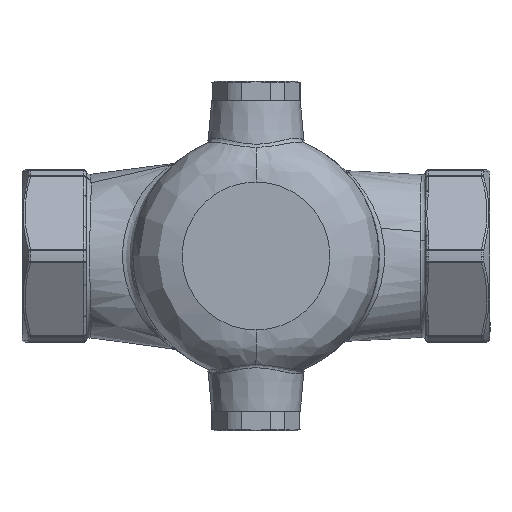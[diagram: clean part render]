
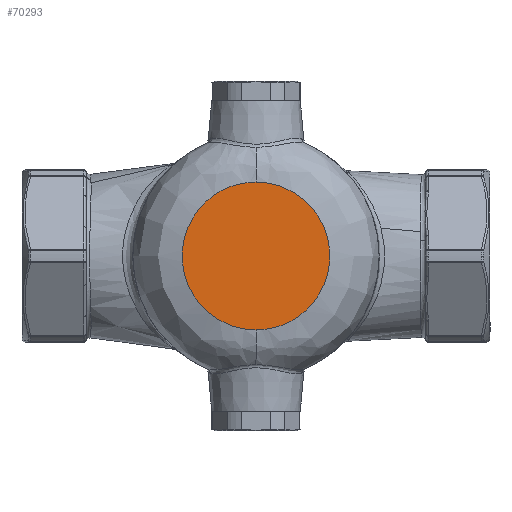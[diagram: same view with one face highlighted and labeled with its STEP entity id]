
A CAD part, front view. The second image highlights one B-rep face of the part: STEP entity #70293.
In plain terms, the highlighted planar face has unit normal (0, -1, 0).
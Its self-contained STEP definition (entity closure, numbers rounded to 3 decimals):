
#73 = VERTEX_POINT ( 'NONE', #35741 ) ;
#4100 = CARTESIAN_POINT ( 'NONE',  ( 30., -33.5, 15. ) ) ;
#10943 =( BOUNDED_CURVE ( )  B_SPLINE_CURVE ( 3, ( #38502, #4100, #37076, #21437 ),
 .UNSPECIFIED., .F., .T. ) 
 B_SPLINE_CURVE_WITH_KNOTS ( ( 4, 4 ),
 ( 0., 1. ),
 .UNSPECIFIED. ) 
 CURVE ( )  GEOMETRIC_REPRESENTATION_ITEM ( )  RATIONAL_B_SPLINE_CURVE ( ( 1., 0.333, 0.333, 1. ) ) 
 REPRESENTATION_ITEM ( '' )  );
#14096 = EDGE_CURVE ( 'NONE', #73, #27806, #50382, .T. ) ;
#15525 = EDGE_LOOP ( 'NONE', ( #64816, #21181 ) ) ;
#17200 = EDGE_CURVE ( 'NONE', #27806, #73, #10943, .T. ) ;
#18491 = FACE_OUTER_BOUND ( 'NONE', #15525, .T. ) ;
#21181 = ORIENTED_EDGE ( 'NONE', *, *, #17200, .F. ) ;
#21437 = CARTESIAN_POINT ( 'NONE',  ( 0., -33.5, -15. ) ) ;
#27806 = VERTEX_POINT ( 'NONE', #48362 ) ;
#34470 = DIRECTION ( 'NONE',  ( 0., -1., 0. ) ) ;
#35741 = CARTESIAN_POINT ( 'NONE',  ( 0., -33.5, -15. ) ) ;
#36861 = CARTESIAN_POINT ( 'NONE',  ( 0., -33.5, 15. ) ) ;
#37076 = CARTESIAN_POINT ( 'NONE',  ( 30., -33.5, -15. ) ) ;
#37939 = CARTESIAN_POINT ( 'NONE',  ( -30., -33.5, 15. ) ) ;
#38502 = CARTESIAN_POINT ( 'NONE',  ( 0., -33.5, 15. ) ) ;
#39912 = PLANE ( 'NONE',  #52418 ) ;
#40633 = CARTESIAN_POINT ( 'NONE',  ( 0., -33.5, -15. ) ) ;
#48362 = CARTESIAN_POINT ( 'NONE',  ( 0., -33.5, 15. ) ) ;
#50382 =( BOUNDED_CURVE ( )  B_SPLINE_CURVE ( 3, ( #51832, #53612, #37939, #36861 ),
 .UNSPECIFIED., .F., .T. ) 
 B_SPLINE_CURVE_WITH_KNOTS ( ( 4, 4 ),
 ( 0., 1. ),
 .UNSPECIFIED. ) 
 CURVE ( )  GEOMETRIC_REPRESENTATION_ITEM ( )  RATIONAL_B_SPLINE_CURVE ( ( 1., 0.333, 0.333, 1. ) ) 
 REPRESENTATION_ITEM ( '' )  );
#51832 = CARTESIAN_POINT ( 'NONE',  ( 0., -33.5, -15. ) ) ;
#52418 = AXIS2_PLACEMENT_3D ( 'NONE', #40633, #34470, #67203 ) ;
#53612 = CARTESIAN_POINT ( 'NONE',  ( -30., -33.5, -15. ) ) ;
#64816 = ORIENTED_EDGE ( 'NONE', *, *, #14096, .F. ) ;
#67203 = DIRECTION ( 'NONE',  ( 0., 0., -1. ) ) ;
#70293 = ADVANCED_FACE ( 'NONE', ( #18491 ), #39912, .T. ) ;
